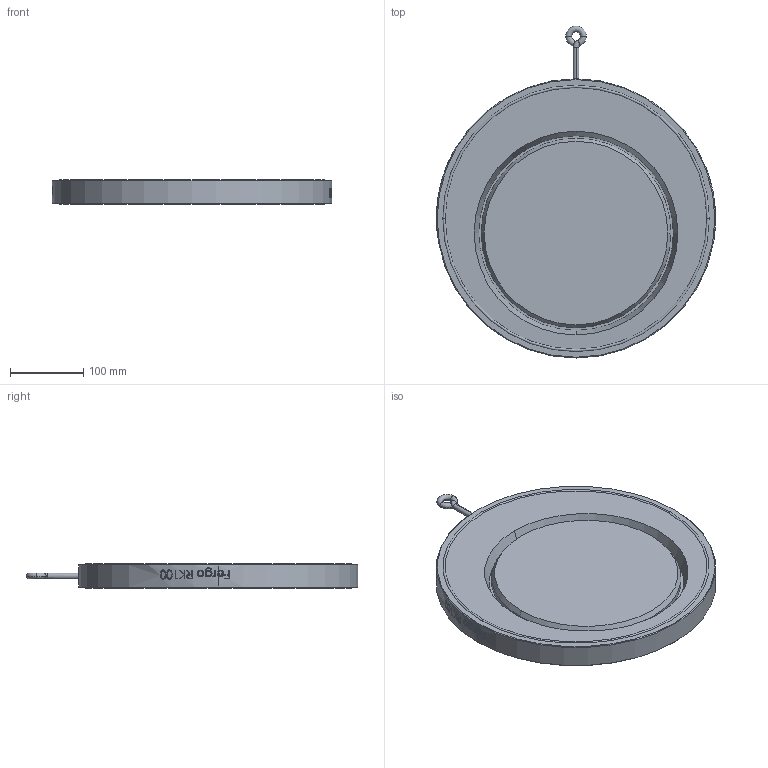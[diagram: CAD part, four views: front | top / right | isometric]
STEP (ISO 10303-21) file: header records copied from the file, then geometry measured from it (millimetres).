
FILE_DESCRIPTION (( 'STEP AP214' ), '1' );
FILE_NAME ('RK100-Rückschlagklappe-DN300-PN10-Fergo.STEP', '2022-11-16T13:28:01', ( '' ), ( '' ), 'SwSTEP 2.0', 'SolidWorks 2022', '' );
FILE_SCHEMA (( 'AUTOMOTIVE_DESIGN' ));
Length unit declared in the file: millimetre
Products named in the file (1): RK100-Rückschlagklappe-DN300-PN10-Fergo
Bounding box: 380 x 452 x 33.79 mm (x, y, z)
Volume: 2767628.1 mm3; surface area: 319195.4 mm2
Topology: 1 solids, 2 shells, 85 faces, 330 edges, 283 vertices
Faces by surface type: cylinder 44, torus 20, plane 11, cone 10
Entity records: 9950 total; most frequent: CARTESIAN_POINT 7129, ORIENTED_EDGE 660, DIRECTION 490, EDGE_CURVE 330, VERTEX_POINT 283, AXIS2_PLACEMENT_3D 214, B_SPLINE_CURVE_WITH_KNOTS 140, CIRCLE 128
